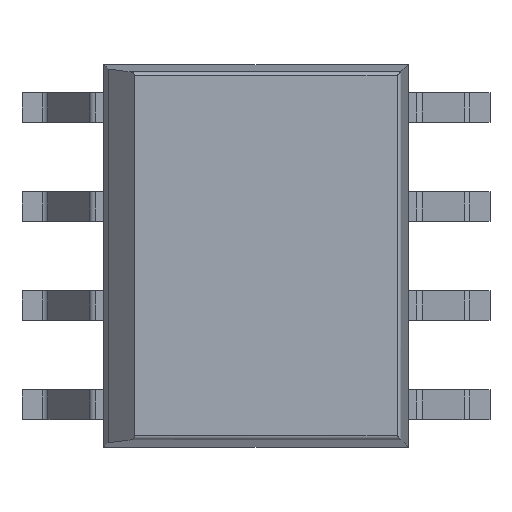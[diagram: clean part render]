
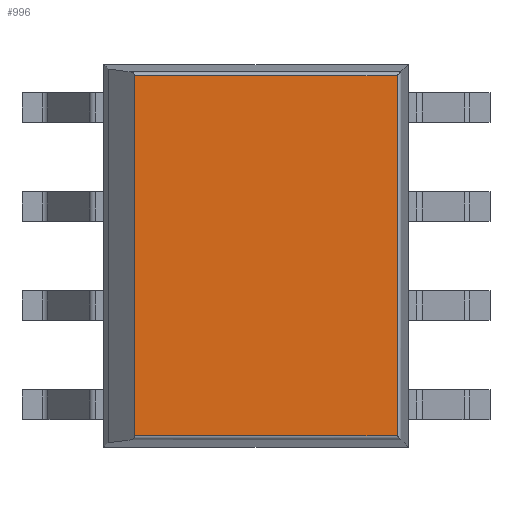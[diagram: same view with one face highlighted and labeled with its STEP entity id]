
A CAD part, top view. The second image highlights one B-rep face of the part: STEP entity #996.
In plain terms, the highlighted planar face has unit normal (0, 0, 1).
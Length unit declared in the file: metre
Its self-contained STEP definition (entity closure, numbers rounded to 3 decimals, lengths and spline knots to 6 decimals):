
#576 = EDGE_CURVE( '', #1557, #1558, #1559, .T. );
#680 = EDGE_CURVE( '', #1728, #1694, #1729, .T. );
#768 = EDGE_CURVE( '', #1558, #1694, #1861, .T. );
#996 = ADVANCED_FACE( '', ( #2173 ), #2174, .T. );
#1100 = EDGE_CURVE( '', #1728, #1557, #2303, .T. );
#1557 = VERTEX_POINT( '', #2861 );
#1558 = VERTEX_POINT( '', #2862 );
#1559 = LINE( '', #2863, #2864 );
#1694 = VERTEX_POINT( '', #3049 );
#1728 = VERTEX_POINT( '', #3095 );
#1729 = LINE( '', #3096, #3097 );
#1861 = LINE( '', #3277, #3278 );
#2173 = FACE_OUTER_BOUND( '', #3736, .T. );
#2174 = PLANE( '', #3737 );
#2303 = LINE( '', #3934, #3935 );
#2861 = CARTESIAN_POINT( '', ( -0.001557, -0.002308, 0.00175 ) );
#2862 = CARTESIAN_POINT( '', ( 0.001808, -0.002308, 0.00175 ) );
#2863 = CARTESIAN_POINT( '', ( -0.001853, -0.002308, 0.00175 ) );
#2864 = VECTOR( '', #4548, 1. );
#3049 = CARTESIAN_POINT( '', ( 0.001808, 0.002308, 0.00175 ) );
#3095 = CARTESIAN_POINT( '', ( -0.001557, 0.002308, 0.00175 ) );
#3096 = CARTESIAN_POINT( '', ( -0.001853, 0.002308, 0.00175 ) );
#3097 = VECTOR( '', #4747, 1. );
#3277 = CARTESIAN_POINT( '', ( 0.001808, -0.002353, 0.00175 ) );
#3278 = VECTOR( '', #4941, 1. );
#3736 = EDGE_LOOP( '', ( #5348, #5349, #5350, #5351 ) );
#3737 = AXIS2_PLACEMENT_3D( '', #5352, #5353, #5354 );
#3934 = CARTESIAN_POINT( '', ( -0.001557, -0.001225, 0.00175 ) );
#3935 = VECTOR( '', #5518, 1. );
#4548 = DIRECTION( '', ( 1., 0., 0. ) );
#4747 = DIRECTION( '', ( 1., 0., 0. ) );
#4941 = DIRECTION( '', ( 0., 1., 0. ) );
#5348 = ORIENTED_EDGE( '', *, *, #1100, .T. );
#5349 = ORIENTED_EDGE( '', *, *, #576, .T. );
#5350 = ORIENTED_EDGE( '', *, *, #768, .T. );
#5351 = ORIENTED_EDGE( '', *, *, #680, .F. );
#5352 = CARTESIAN_POINT( '', ( -0.00195, -0.00245, 0.00175 ) );
#5353 = DIRECTION( '', ( 0., 0., 1. ) );
#5354 = DIRECTION( '', ( 1., 0., 0. ) );
#5518 = DIRECTION( '', ( 0., -1., 0. ) );
